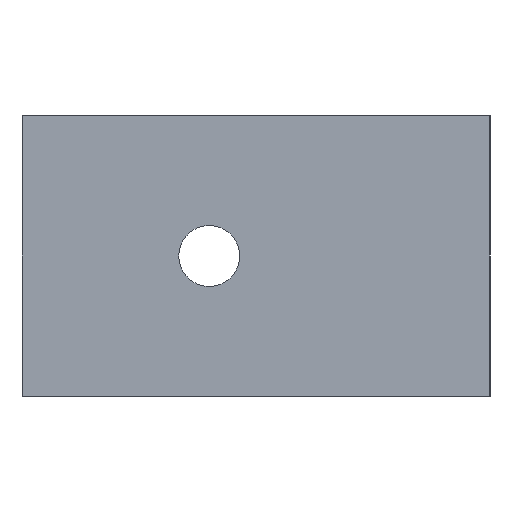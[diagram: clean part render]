
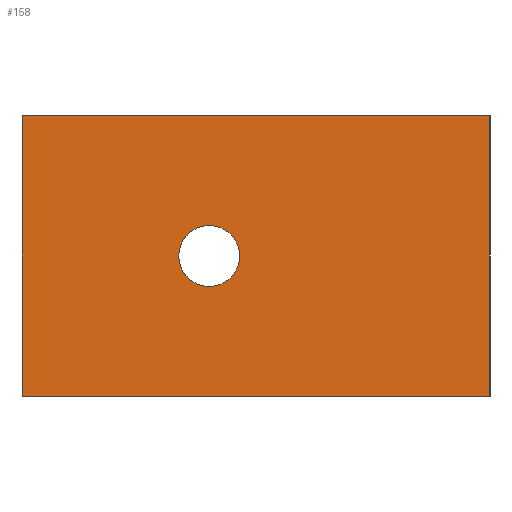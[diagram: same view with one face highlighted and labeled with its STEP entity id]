
A CAD part, left-side view. The second image highlights one B-rep face of the part: STEP entity #158.
In plain terms, the highlighted planar face has unit normal (-1, 0, 0).
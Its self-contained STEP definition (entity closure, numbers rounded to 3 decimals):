
#3 = ORIENTED_EDGE ( 'NONE', *, *, #1022, .T. ) ;
#4 = CIRCLE ( 'NONE', #588, 3.25 ) ;
#17 = CARTESIAN_POINT ( 'NONE',  ( 0., 30., 11.75 ) ) ;
#33 = CARTESIAN_POINT ( 'NONE',  ( 0., 3., 30. ) ) ;
#47 = CARTESIAN_POINT ( 'NONE',  ( 0., 0., 30. ) ) ;
#81 = AXIS2_PLACEMENT_3D ( 'NONE', #33, #1003, #290 ) ;
#88 = DIRECTION ( 'NONE',  ( 0., 0., -1. ) ) ;
#92 = ORIENTED_EDGE ( 'NONE', *, *, #874, .F. ) ;
#112 = FACE_BOUND ( 'NONE', #247, .T. ) ;
#138 = DIRECTION ( 'NONE',  ( 1., 0., 0. ) ) ;
#155 = VERTEX_POINT ( 'NONE', #47 ) ;
#157 = ORIENTED_EDGE ( 'NONE', *, *, #812, .T. ) ;
#158 = ADVANCED_FACE ( 'NONE', ( #112, #747 ), #910, .F. ) ;
#169 = LINE ( 'NONE', #486, #856 ) ;
#219 = VERTEX_POINT ( 'NONE', #464 ) ;
#246 = LINE ( 'NONE', #251, #438 ) ;
#247 = EDGE_LOOP ( 'NONE', ( #3, #347 ) ) ;
#251 = CARTESIAN_POINT ( 'NONE',  ( 0., 50., 30. ) ) ;
#290 = DIRECTION ( 'NONE',  ( 0., 0., -1. ) ) ;
#294 = ORIENTED_EDGE ( 'NONE', *, *, #457, .F. ) ;
#341 = DIRECTION ( 'NONE',  ( 0., 0., -1. ) ) ;
#347 = ORIENTED_EDGE ( 'NONE', *, *, #510, .T. ) ;
#385 = VECTOR ( 'NONE', #864, 1000. ) ;
#411 = VERTEX_POINT ( 'NONE', #961 ) ;
#422 = EDGE_LOOP ( 'NONE', ( #157, #92, #294, #721 ) ) ;
#438 = VECTOR ( 'NONE', #88, 1000. ) ;
#439 = VERTEX_POINT ( 'NONE', #875 ) ;
#457 = EDGE_CURVE ( 'NONE', #219, #155, #554, .T. ) ;
#464 = CARTESIAN_POINT ( 'NONE',  ( 0., 50., 30. ) ) ;
#473 = VERTEX_POINT ( 'NONE', #17 ) ;
#486 = CARTESIAN_POINT ( 'NONE',  ( 0., 0., 30. ) ) ;
#500 = VECTOR ( 'NONE', #870, 1000. ) ;
#510 = EDGE_CURVE ( 'NONE', #520, #473, #4, .T. ) ;
#520 = VERTEX_POINT ( 'NONE', #849 ) ;
#521 = CIRCLE ( 'NONE', #985, 3.25 ) ;
#554 = LINE ( 'NONE', #810, #500 ) ;
#556 = LINE ( 'NONE', #565, #385 ) ;
#565 = CARTESIAN_POINT ( 'NONE',  ( 0., 3., 0. ) ) ;
#588 = AXIS2_PLACEMENT_3D ( 'NONE', #599, #913, #928 ) ;
#599 = CARTESIAN_POINT ( 'NONE',  ( 0., 30., 15. ) ) ;
#681 = DIRECTION ( 'NONE',  ( 0., 0., -1. ) ) ;
#721 = ORIENTED_EDGE ( 'NONE', *, *, #776, .T. ) ;
#747 = FACE_OUTER_BOUND ( 'NONE', #422, .T. ) ;
#776 = EDGE_CURVE ( 'NONE', #219, #439, #246, .T. ) ;
#810 = CARTESIAN_POINT ( 'NONE',  ( 0., 3., 30. ) ) ;
#812 = EDGE_CURVE ( 'NONE', #439, #411, #556, .T. ) ;
#849 = CARTESIAN_POINT ( 'NONE',  ( 0., 30., 18.25 ) ) ;
#856 = VECTOR ( 'NONE', #341, 1000. ) ;
#864 = DIRECTION ( 'NONE',  ( 0., -1., 0. ) ) ;
#870 = DIRECTION ( 'NONE',  ( 0., -1., 0. ) ) ;
#874 = EDGE_CURVE ( 'NONE', #155, #411, #169, .T. ) ;
#875 = CARTESIAN_POINT ( 'NONE',  ( 0., 50., 0. ) ) ;
#910 = PLANE ( 'NONE',  #81 ) ;
#913 = DIRECTION ( 'NONE',  ( 1., 0., 0. ) ) ;
#928 = DIRECTION ( 'NONE',  ( 0., 0., -1. ) ) ;
#961 = CARTESIAN_POINT ( 'NONE',  ( 0., 0., 0. ) ) ;
#985 = AXIS2_PLACEMENT_3D ( 'NONE', #996, #138, #681 ) ;
#996 = CARTESIAN_POINT ( 'NONE',  ( 0., 30., 15. ) ) ;
#1003 = DIRECTION ( 'NONE',  ( 1., 0., 0. ) ) ;
#1022 = EDGE_CURVE ( 'NONE', #473, #520, #521, .T. ) ;
